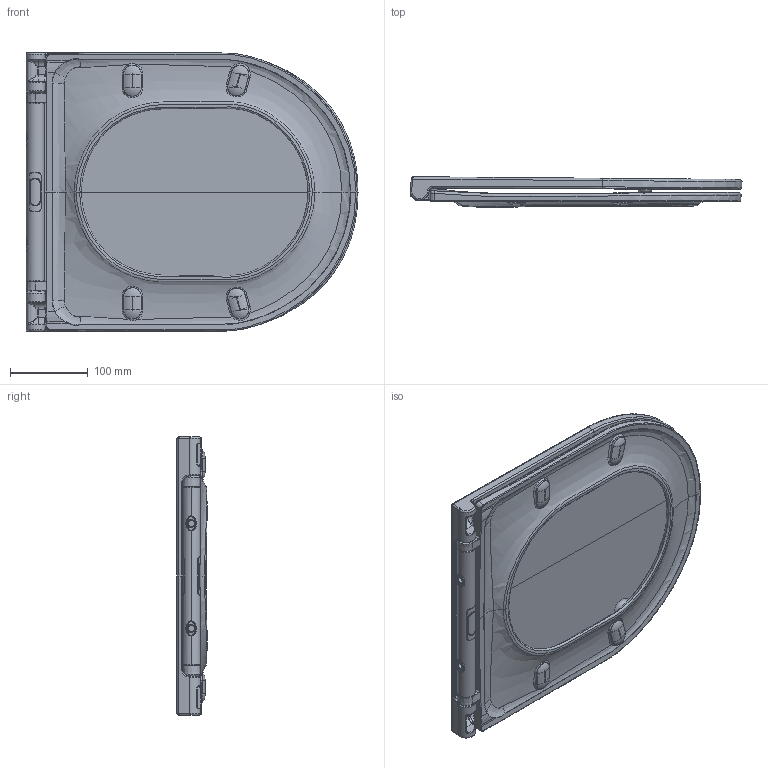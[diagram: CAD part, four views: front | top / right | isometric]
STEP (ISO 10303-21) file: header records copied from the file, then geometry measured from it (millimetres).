
FILE_DESCRIPTION (( 'STEP AP203' ), '1' );
FILE_NAME ('S27R311816.STEP', '2025-05-09T09:00:30', ( '' ), ( '' ), 'SwSTEP 2.0', 'SolidWorks 2021', '' );
FILE_SCHEMA (( 'CONFIG_CONTROL_DESIGN' ));
Length unit declared in the file: millimetre
Products named in the file (4): S27R308710_1_Predeterminado; S27R311816; S27R308710_1_2_Predeterminado; S27R308710_1_1_Predeterminado
Assembly tree (3 placements, depth 3):
  S27R311816
    S27R308710_1_Predeterminado
      S27R308710_1_2_Predeterminado
      S27R308710_1_1_Predeterminado
Bounding box: 426.89 x 38.87 x 358 mm (x, y, z)
Volume: 2106427.6 mm3; surface area: 511736.7 mm2
Topology: 12 solids, 12 shells, 427 faces, 1014 edges, 606 vertices
Faces by surface type: bspline 186, cylinder 106, plane 69, torus 66
Entity records: 51146 total; most frequent: CARTESIAN_POINT 42365, ORIENTED_EDGE 2008, DIRECTION 1396, EDGE_CURVE 1004, VERTEX_POINT 606, AXIS2_PLACEMENT_3D 597, EDGE_LOOP 436, FACE_OUTER_BOUND 427
